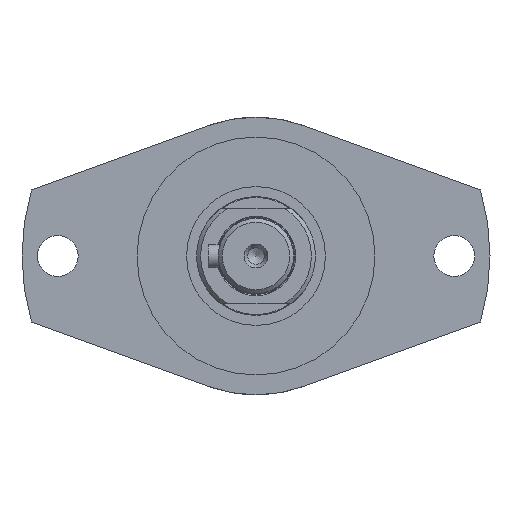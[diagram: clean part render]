
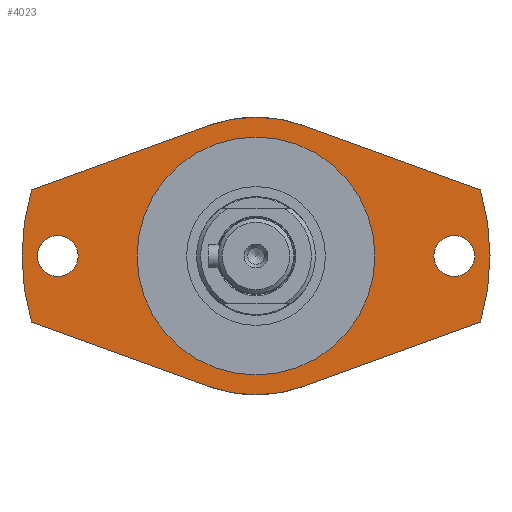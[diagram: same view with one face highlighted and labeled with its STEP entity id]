
A CAD part, left-side view. The second image highlights one B-rep face of the part: STEP entity #4023.
In plain terms, the highlighted planar face has unit normal (-1, 0, 0).
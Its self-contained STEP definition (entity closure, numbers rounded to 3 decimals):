
#146=FACE_BOUND('',#701,.T.);
#147=FACE_BOUND('',#702,.T.);
#148=FACE_BOUND('',#703,.T.);
#268=PLANE('',#4402);
#461=FACE_OUTER_BOUND('',#700,.T.);
#700=EDGE_LOOP('',(#3396,#3397,#3398,#3399,#3400,#3401,#3402,#3403));
#701=EDGE_LOOP('',(#3404));
#702=EDGE_LOOP('',(#3405));
#703=EDGE_LOOP('',(#3406,#3407));
#1009=LINE('',#6780,#1313);
#1012=LINE('',#6786,#1316);
#1016=LINE('',#6793,#1320);
#1019=LINE('',#6799,#1323);
#1313=VECTOR('',#5371,10.);
#1316=VECTOR('',#5376,10.);
#1320=VECTOR('',#5382,10.);
#1323=VECTOR('',#5387,10.);
#1490=CIRCLE('',#4384,35.);
#1492=CIRCLE('',#4386,35.);
#1496=CIRCLE('',#4391,5.15);
#1499=CIRCLE('',#4395,5.15);
#1501=CIRCLE('',#4403,59.);
#1502=CIRCLE('',#4404,59.);
#1503=CIRCLE('',#4405,30.);
#1504=CIRCLE('',#4406,30.);
#1841=VERTEX_POINT('',#6745);
#1842=VERTEX_POINT('',#6747);
#1845=VERTEX_POINT('',#6753);
#1846=VERTEX_POINT('',#6755);
#1850=VERTEX_POINT('',#6765);
#1853=VERTEX_POINT('',#6773);
#1854=VERTEX_POINT('',#6777);
#1857=VERTEX_POINT('',#6785);
#1859=VERTEX_POINT('',#6791);
#1861=VERTEX_POINT('',#6796);
#1862=VERTEX_POINT('',#6805);
#1863=VERTEX_POINT('',#6806);
#2361=EDGE_CURVE('',#1842,#1841,#1490,.T.);
#2365=EDGE_CURVE('',#1846,#1845,#1492,.T.);
#2371=EDGE_CURVE('',#1850,#1850,#1496,.T.);
#2375=EDGE_CURVE('',#1853,#1853,#1499,.T.);
#2377=EDGE_CURVE('',#1841,#1854,#1009,.T.);
#2380=EDGE_CURVE('',#1857,#1846,#1012,.T.);
#2384=EDGE_CURVE('',#1845,#1859,#1016,.T.);
#2387=EDGE_CURVE('',#1861,#1842,#1019,.T.);
#2389=EDGE_CURVE('',#1857,#1854,#1501,.T.);
#2390=EDGE_CURVE('',#1861,#1859,#1502,.T.);
#2391=EDGE_CURVE('',#1862,#1863,#1503,.T.);
#2392=EDGE_CURVE('',#1863,#1862,#1504,.T.);
#3396=ORIENTED_EDGE('',*,*,#2387,.T.);
#3397=ORIENTED_EDGE('',*,*,#2361,.T.);
#3398=ORIENTED_EDGE('',*,*,#2377,.T.);
#3399=ORIENTED_EDGE('',*,*,#2389,.F.);
#3400=ORIENTED_EDGE('',*,*,#2380,.T.);
#3401=ORIENTED_EDGE('',*,*,#2365,.T.);
#3402=ORIENTED_EDGE('',*,*,#2384,.T.);
#3403=ORIENTED_EDGE('',*,*,#2390,.F.);
#3404=ORIENTED_EDGE('',*,*,#2371,.T.);
#3405=ORIENTED_EDGE('',*,*,#2375,.T.);
#3406=ORIENTED_EDGE('',*,*,#2391,.T.);
#3407=ORIENTED_EDGE('',*,*,#2392,.T.);
#4023=ADVANCED_FACE('',(#461,#146,#147,#148),#268,.T.);
#4384=AXIS2_PLACEMENT_3D('',#6748,#5339,#5340);
#4386=AXIS2_PLACEMENT_3D('',#6756,#5345,#5346);
#4391=AXIS2_PLACEMENT_3D('',#6767,#5357,#5358);
#4395=AXIS2_PLACEMENT_3D('',#6775,#5366,#5367);
#4402=AXIS2_PLACEMENT_3D('',#6802,#5392,#5393);
#4403=AXIS2_PLACEMENT_3D('',#6803,#5394,#5395);
#4404=AXIS2_PLACEMENT_3D('',#6804,#5396,#5397);
#4405=AXIS2_PLACEMENT_3D('',#6807,#5398,#5399);
#4406=AXIS2_PLACEMENT_3D('',#6808,#5400,#5401);
#5339=DIRECTION('center_axis',(-1.,0.,0.));
#5340=DIRECTION('ref_axis',(0.,-0.342,0.94));
#5345=DIRECTION('center_axis',(-1.,0.,0.));
#5346=DIRECTION('ref_axis',(0.,0.342,-0.94));
#5357=DIRECTION('center_axis',(1.,0.,0.));
#5358=DIRECTION('ref_axis',(0.,0.,
-1.));
#5366=DIRECTION('center_axis',(1.,0.,0.));
#5367=DIRECTION('ref_axis',(0.,0.,
-1.));
#5371=DIRECTION('',(0.,-0.94,0.342));
#5376=DIRECTION('',(0.,0.94,0.342));
#5382=DIRECTION('',(0.,0.94,-0.342));
#5387=DIRECTION('',(0.,-0.94,-0.342));
#5392=DIRECTION('center_axis',(-1.,0.,0.));
#5393=DIRECTION('ref_axis',(0.,0.,1.));
#5394=DIRECTION('center_axis',(1.,0.,0.));
#5395=DIRECTION('ref_axis',(0.,1.,0.));
#5396=DIRECTION('center_axis',(1.,0.,0.));
#5397=DIRECTION('ref_axis',(0.,1.,0.));
#5398=DIRECTION('center_axis',(1.,0.,0.));
#5399=DIRECTION('ref_axis',(0.,1.,0.));
#5400=DIRECTION('center_axis',(1.,0.,0.));
#5401=DIRECTION('ref_axis',(0.,1.,0.));
#6745=CARTESIAN_POINT('',(-165.5,-11.971,-32.889));
#6747=CARTESIAN_POINT('',(-165.5,11.971,-32.889));
#6748=CARTESIAN_POINT('Origin',(-165.5,0.,0.));
#6753=CARTESIAN_POINT('',(-165.5,11.971,32.889));
#6755=CARTESIAN_POINT('',(-165.5,-11.971,32.889));
#6756=CARTESIAN_POINT('Origin',(-165.5,0.,0.));
#6765=CARTESIAN_POINT('',(-165.5,-50.,5.15));
#6767=CARTESIAN_POINT('Origin',(-165.5,-50.,0.));
#6773=CARTESIAN_POINT('',(-165.5,50.,5.15));
#6775=CARTESIAN_POINT('Origin',(-165.5,50.,0.));
#6777=CARTESIAN_POINT('',(-165.5,-56.604,-16.644));
#6780=CARTESIAN_POINT('',(-165.5,7.677,-40.04));
#6785=CARTESIAN_POINT('',(-165.5,-56.604,16.644));
#6786=CARTESIAN_POINT('',(-165.5,-37.505,23.596));
#6791=CARTESIAN_POINT('',(-165.5,56.604,16.644));
#6793=CARTESIAN_POINT('',(-165.5,31.618,25.738));
#6796=CARTESIAN_POINT('',(-165.5,56.604,-16.644));
#6799=CARTESIAN_POINT('',(-165.5,76.799,-9.294));
#6802=CARTESIAN_POINT('Origin',(-165.5,44.5,0.));
#6803=CARTESIAN_POINT('Origin',(-165.5,0.,0.));
#6804=CARTESIAN_POINT('Origin',(-165.5,0.,0.));
#6805=CARTESIAN_POINT('',(-165.5,30.,0.));
#6806=CARTESIAN_POINT('',(-165.5,-30.,0.));
#6807=CARTESIAN_POINT('Origin',(-165.5,0.,0.));
#6808=CARTESIAN_POINT('Origin',(-165.5,0.,0.));
